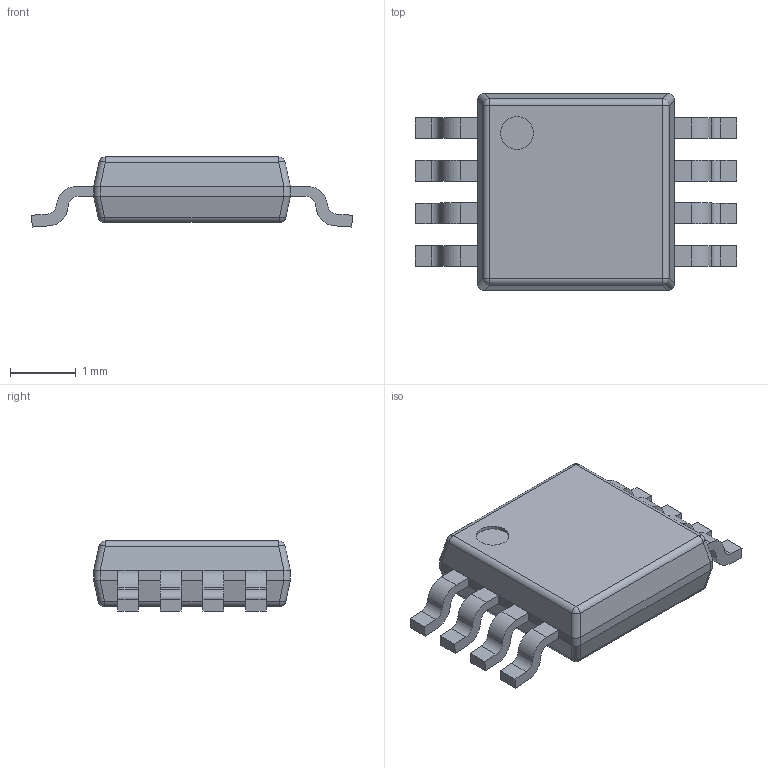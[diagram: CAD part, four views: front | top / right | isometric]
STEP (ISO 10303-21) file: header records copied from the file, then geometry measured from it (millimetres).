
FILE_DESCRIPTION((''),'2;1');
FILE_NAME('DGN0008H_ASM','2022-10-21T13:13:44',('a0412086'),(''),'CREO PARAMETRIC BY PTC INC, 2018500','CREO PARAMETRIC BY PTC INC, 2018500','');
FILE_SCHEMA(('CONFIG_CONTROL_DESIGN','SHAPE_APPEARANCE_LAYERS_GROUPS'));
Length unit declared in the file: millimetre
Products named in the file (5): BODY-DGN0008H; LEAD-DGN0008H; PIN1_DGN0008H; DAP_DGN0008H; DGN0008H_ASM
Assembly tree (11 placements, depth 2):
  DGN0008H_ASM
    BODY-DGN0008H
    LEAD-DGN0008H  x8
    PIN1_DGN0008H
    DAP_DGN0008H
Bounding box: 4.9 x 3 x 1.07 mm (x, y, z)
Volume: 9 mm3; surface area: 43.8 mm2
Topology: 10 solids, 10 shells, 200 faces, 510 edges, 332 vertices
Faces by surface type: plane 138, cylinder 54, sphere 8
Entity records: 4070 total; most frequent: CARTESIAN_POINT 640, ORIENTED_EDGE 516, DIRECTION 506, PRESENTATION_STYLE_ASSIGNMENT 261, STYLED_ITEM 261, CURVE_STYLE 258, EDGE_CURVE 258, VECTOR 198
